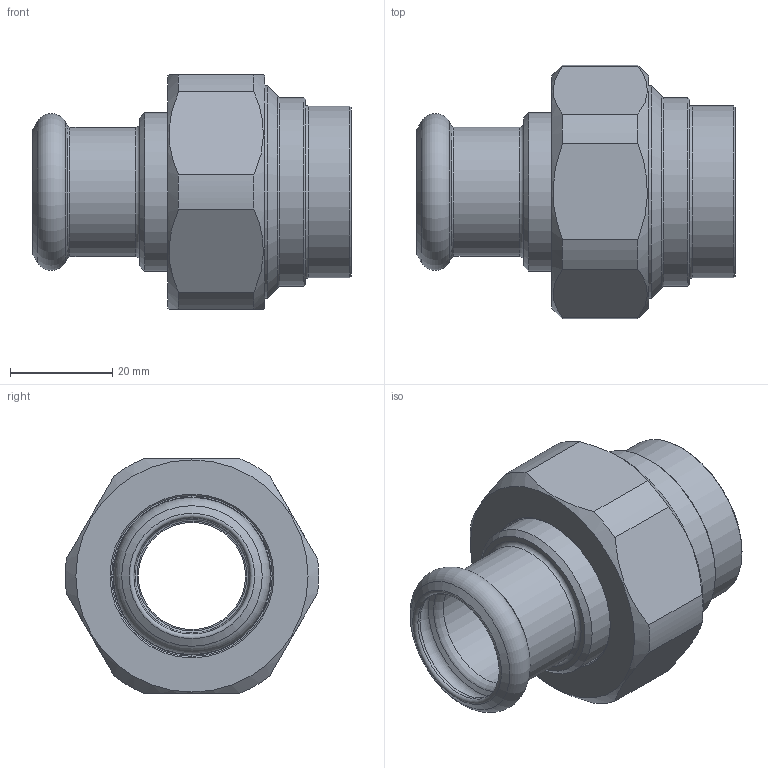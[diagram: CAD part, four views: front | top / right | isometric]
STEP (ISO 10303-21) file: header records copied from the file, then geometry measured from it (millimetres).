
FILE_DESCRIPTION(/* description */ (''),/* implementation_level */ '2;1');
FILE_NAME(/* name */ '3D_R666-PME-SG-22-DN32-33.7_1711305134.stp',/* time_stamp */ '2021-07-19T14:16:03+02:00',/* author */ ('cad'),/* organization */ (''),/* preprocessor_version */ 'ST-DEVELOPER v18.1',/* originating_system */ 'Autodesk Inventor 2022',/* authorisation */ '');
FILE_SCHEMA (('AUTOMOTIVE_DESIGN { 1 0 10303 214 3 1 1 }'));
Length unit declared in the file: millimetre
Products named in the file (4): 3D_R666-PME-SG-22-DN32-33.7_1711305134; 3D_R666-M-DN32_17113940; 3D_R666-SG-33.7-DN32_17113751; 3D_R666-PME-22-DN32_171134930
Assembly tree (3 placements, depth 2):
  3D_R666-PME-SG-22-DN32-33.7_1711305134
    3D_R666-M-DN32_17113940
    3D_R666-SG-33.7-DN32_17113751
    3D_R666-PME-22-DN32_171134930
Bounding box: 62.5 x 49.67 x 46 mm (x, y, z)
Volume: 33564.2 mm3; surface area: 20596 mm2
Topology: 3 solids, 3 shells, 62 faces, 139 edges, 87 vertices
Faces by surface type: cylinder 18, cone 18, plane 16, torus 10
Full cylindrical faces by diameter (mm): 21 x1, 22.3 x1, 22.8 x1, 25.3 x1, 29.7 x1, 31 x1, 31.5 x1, 33.7 x1, 37 x1, 38 x1, 38.952 x1, 41.75 x1
Entity records: 1904 total; most frequent: DIRECTION 350, CARTESIAN_POINT 319, ORIENTED_EDGE 278, AXIS2_PLACEMENT_3D 154, EDGE_CURVE 139, VERTEX_POINT 87, CIRCLE 85, EDGE_LOOP 72
